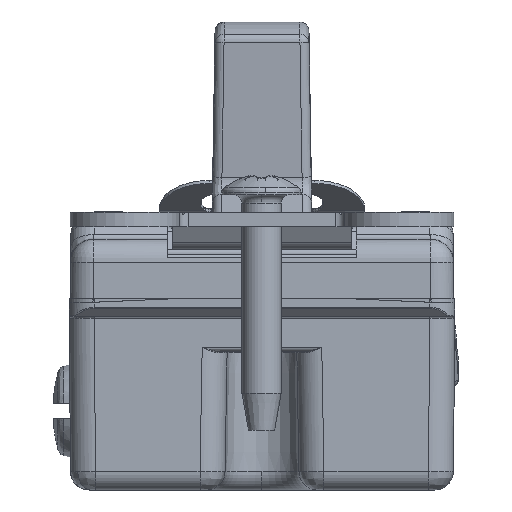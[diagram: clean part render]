
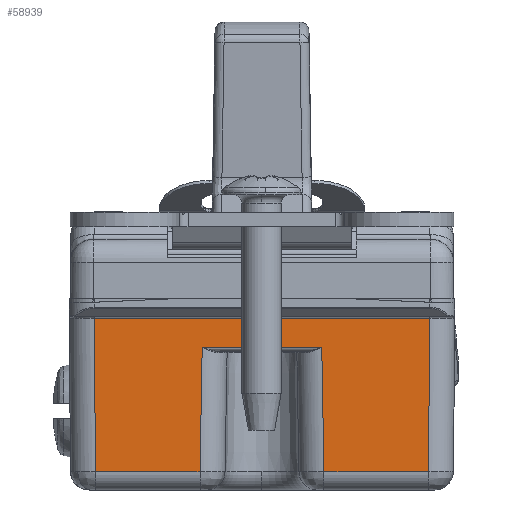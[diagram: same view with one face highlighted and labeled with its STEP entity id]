
A CAD part, left-side view. The second image highlights one B-rep face of the part: STEP entity #58939.
In plain terms, the highlighted planar face has unit normal (-1, 0, -0.009).
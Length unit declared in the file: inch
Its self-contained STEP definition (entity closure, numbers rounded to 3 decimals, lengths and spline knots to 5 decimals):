
#888 = LINE ( 'NONE', #35738, #13212 ) ;
#892 = CARTESIAN_POINT ( 'NONE',  ( -1.04142, -0.20436, 0.48732 ) ) ;
#965 = CARTESIAN_POINT ( 'NONE',  ( -1.043, 0.2014, 0.66847 ) ) ;
#1216 = VERTEX_POINT ( 'NONE', #41197 ) ;
#2263 = AXIS2_PLACEMENT_3D ( 'NONE', #32784, #52744, #23311 ) ;
#2652 = VECTOR ( 'NONE', #31423, 39.37008 ) ;
#3209 = EDGE_CURVE ( 'NONE', #65127, #18525, #54929, .T. ) ;
#4837 = LINE ( 'NONE', #15966, #55577 ) ;
#5213 = DIRECTION ( 'NONE',  ( 0., -1., 0. ) ) ;
#5248 = CARTESIAN_POINT ( 'NONE',  ( -1.03771, -0.65984, 0.06136 ) ) ;
#5691 = EDGE_CURVE ( 'NONE', #18525, #35571, #28817, .T. ) ;
#6775 = CARTESIAN_POINT ( 'NONE',  ( -1.03771, 0.21199, 0.06136 ) ) ;
#6806 = ORIENTED_EDGE ( 'NONE', *, *, #40824, .T. ) ;
#10553 = CARTESIAN_POINT ( 'NONE',  ( -1.04229, -0.57374, 0.58608 ) ) ;
#10966 = DIRECTION ( 'NONE',  ( 0., -1., 0. ) ) ;
#11304 = EDGE_CURVE ( 'NONE', #1216, #22449, #4837, .T. ) ;
#11420 = ORIENTED_EDGE ( 'NONE', *, *, #3209, .T. ) ;
#13212 = VECTOR ( 'NONE', #52293, 39.37008 ) ;
#15966 = CARTESIAN_POINT ( 'NONE',  ( -1.04278, 0.57443, 0.64267 ) ) ;
#17616 = ORIENTED_EDGE ( 'NONE', *, *, #37564, .T. ) ;
#17751 = VERTEX_POINT ( 'NONE', #39385 ) ;
#18004 = CARTESIAN_POINT ( 'NONE',  ( -1.0428, -0.2016, 0.64544 ) ) ;
#18525 = VERTEX_POINT ( 'NONE', #892 ) ;
#20826 = EDGE_CURVE ( 'NONE', #51731, #65127, #58133, .T. ) ;
#21158 = ORIENTED_EDGE ( 'NONE', *, *, #26954, .T. ) ;
#22449 = VERTEX_POINT ( 'NONE', #41367 ) ;
#23311 = DIRECTION ( 'NONE',  ( -0.009, 0., 1. ) ) ;
#25837 = LINE ( 'NONE', #51183, #46994 ) ;
#26954 = EDGE_CURVE ( 'NONE', #22449, #51731, #25837, .T. ) ;
#27580 = ORIENTED_EDGE ( 'NONE', *, *, #11304, .T. ) ;
#28577 = CARTESIAN_POINT ( 'NONE',  ( -1.04142, -0.11911, 0.48732 ) ) ;
#28817 = LINE ( 'NONE', #18004, #38287 ) ;
#29621 = LINE ( 'NONE', #61364, #51612 ) ;
#30641 = VECTOR ( 'NONE', #45114, 39.37008 ) ;
#30918 = VERTEX_POINT ( 'NONE', #10553 ) ;
#31423 = DIRECTION ( 'NONE',  ( -0.009, -0.017, 1. ) ) ;
#31537 = DIRECTION ( 'NONE',  ( 0.009, -0.009, -1. ) ) ;
#32784 = CARTESIAN_POINT ( 'NONE',  ( -1.04287, -0.65984, 0.65344 ) ) ;
#35571 = VERTEX_POINT ( 'NONE', #44968 ) ;
#35738 = CARTESIAN_POINT ( 'NONE',  ( -1.04288, -0.57434, 0.65419 ) ) ;
#37564 = EDGE_CURVE ( 'NONE', #17751, #30918, #888, .T. ) ;
#38287 = VECTOR ( 'NONE', #58923, 39.37008 ) ;
#39385 = CARTESIAN_POINT ( 'NONE',  ( -1.03771, -0.56916, 0.06136 ) ) ;
#40824 = EDGE_CURVE ( 'NONE', #30918, #1216, #29621, .T. ) ;
#41197 = CARTESIAN_POINT ( 'NONE',  ( -1.04229, 0.57394, 0.58608 ) ) ;
#41367 = CARTESIAN_POINT ( 'NONE',  ( -1.03771, 0.56936, 0.06136 ) ) ;
#44968 = CARTESIAN_POINT ( 'NONE',  ( -1.03771, -0.2118, 0.06136 ) ) ;
#45114 = DIRECTION ( 'NONE',  ( 0., -1., 0. ) ) ;
#45320 = ORIENTED_EDGE ( 'NONE', *, *, #60377, .T. ) ;
#45529 = VECTOR ( 'NONE', #10966, 39.37008 ) ;
#46802 = EDGE_LOOP ( 'NONE', ( #17616, #6806, #27580, #21158, #61386, #11420, #48520, #45320 ) ) ;
#46994 = VECTOR ( 'NONE', #5213, 39.37008 ) ;
#48520 = ORIENTED_EDGE ( 'NONE', *, *, #5691, .T. ) ;
#48988 = PLANE ( 'NONE',  #2263 ) ;
#51183 = CARTESIAN_POINT ( 'NONE',  ( -1.03771, -0.65984, 0.06136 ) ) ;
#51560 = LINE ( 'NONE', #5248, #45529 ) ;
#51612 = VECTOR ( 'NONE', #66097, 39.37008 ) ;
#51731 = VERTEX_POINT ( 'NONE', #6775 ) ;
#52293 = DIRECTION ( 'NONE',  ( -0.009, -0.009, 1. ) ) ;
#52744 = DIRECTION ( 'NONE',  ( -1., 0., -0.009 ) ) ;
#54065 = FACE_OUTER_BOUND ( 'NONE', #46802, .T. ) ;
#54810 = CARTESIAN_POINT ( 'NONE',  ( -1.04142, 0.20456, 0.48732 ) ) ;
#54929 = LINE ( 'NONE', #28577, #30641 ) ;
#55577 = VECTOR ( 'NONE', #31537, 39.37008 ) ;
#58133 = LINE ( 'NONE', #965, #2652 ) ;
#58923 = DIRECTION ( 'NONE',  ( 0.009, -0.017, -1. ) ) ;
#58939 = ADVANCED_FACE ( 'NONE', ( #54065 ), #48988, .T. ) ;
#60377 = EDGE_CURVE ( 'NONE', #35571, #17751, #51560, .T. ) ;
#61364 = CARTESIAN_POINT ( 'NONE',  ( -1.04229, 0.57398, 0.58608 ) ) ;
#61386 = ORIENTED_EDGE ( 'NONE', *, *, #20826, .T. ) ;
#65127 = VERTEX_POINT ( 'NONE', #54810 ) ;
#66097 = DIRECTION ( 'NONE',  ( 0., 1., 0. ) ) ;
